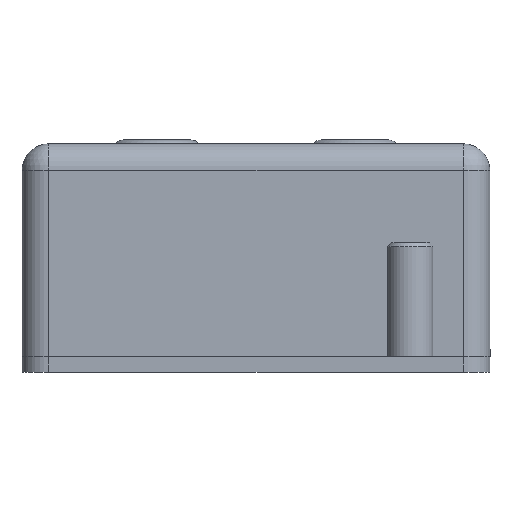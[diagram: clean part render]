
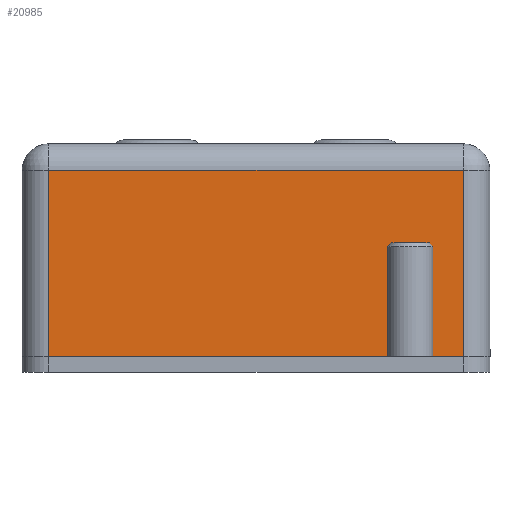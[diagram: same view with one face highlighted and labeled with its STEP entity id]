
A CAD part, left-side view. The second image highlights one B-rep face of the part: STEP entity #20985.
In plain terms, the highlighted planar face has unit normal (-1, 0, 0).
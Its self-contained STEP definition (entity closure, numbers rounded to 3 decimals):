
#919=PLANE('',#22192);
#1663=FACE_OUTER_BOUND('',#2829,.T.);
#2829=EDGE_LOOP('',(#13740,#13741,#13742,#13743));
#4190=LINE('',#29242,#6166);
#4191=LINE('',#29244,#6167);
#4192=LINE('',#29246,#6168);
#4193=LINE('',#29247,#6169);
#6166=VECTOR('',#23937,10.);
#6167=VECTOR('',#23938,10.);
#6168=VECTOR('',#23939,10.);
#6169=VECTOR('',#23940,10.);
#8692=VERTEX_POINT('',#29240);
#8693=VERTEX_POINT('',#29241);
#8694=VERTEX_POINT('',#29243);
#8695=VERTEX_POINT('',#29245);
#10708=EDGE_CURVE('',#8692,#8693,#4190,.T.);
#10709=EDGE_CURVE('',#8692,#8694,#4191,.T.);
#10710=EDGE_CURVE('',#8695,#8694,#4192,.T.);
#10711=EDGE_CURVE('',#8693,#8695,#4193,.T.);
#13740=ORIENTED_EDGE('',*,*,#10708,.F.);
#13741=ORIENTED_EDGE('',*,*,#10709,.T.);
#13742=ORIENTED_EDGE('',*,*,#10710,.F.);
#13743=ORIENTED_EDGE('',*,*,#10711,.F.);
#20985=ADVANCED_FACE('',(#1663),#919,.T.);
#22192=AXIS2_PLACEMENT_3D('',#29239,#23935,#23936);
#23935=DIRECTION('center_axis',(-1.,0.,0.));
#23936=DIRECTION('ref_axis',(0.,0.,
1.));
#23937=DIRECTION('',(0.,0.,1.));
#23938=DIRECTION('',(0.,-1.,0.));
#23939=DIRECTION('',(0.,0.,-1.));
#23940=DIRECTION('',(0.,-1.,0.));
#29239=CARTESIAN_POINT('Origin',(-30.,-30.75,0.));
#29240=CARTESIAN_POINT('',(-30.,27.25,0.));
#29241=CARTESIAN_POINT('',(-30.,27.25,24.5));
#29242=CARTESIAN_POINT('',(-30.,27.25,0.));
#29243=CARTESIAN_POINT('',(-30.,-27.25,0.));
#29244=CARTESIAN_POINT('',(-30.,30.75,0.));
#29245=CARTESIAN_POINT('',(-30.,-27.25,24.5));
#29246=CARTESIAN_POINT('',(-30.,-27.25,0.));
#29247=CARTESIAN_POINT('',(-30.,-15.375,24.5));
